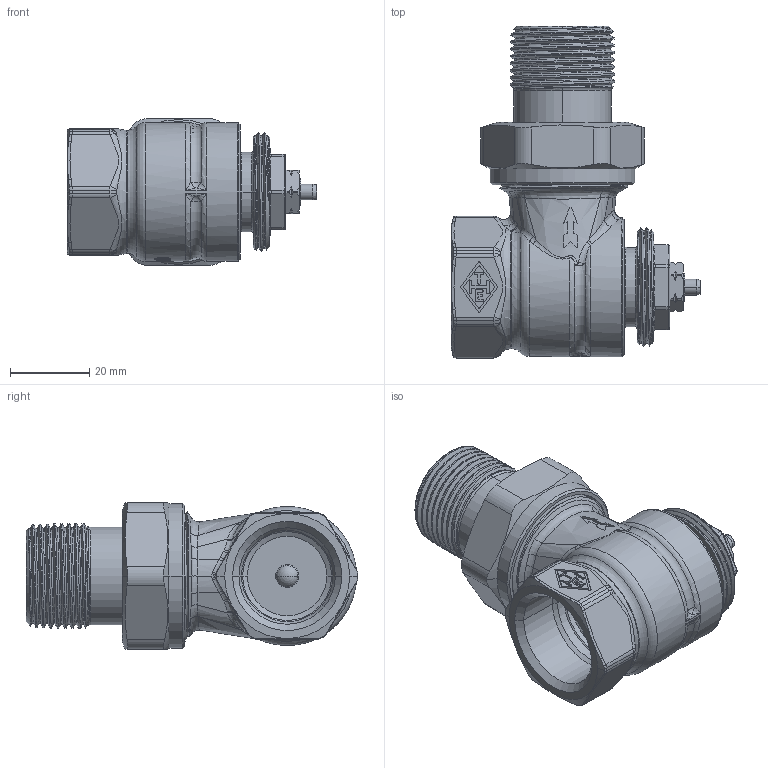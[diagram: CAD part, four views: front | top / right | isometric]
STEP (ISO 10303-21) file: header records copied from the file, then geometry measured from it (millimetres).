
FILE_DESCRIPTION((''),'2;1');
FILE_NAME('2241-13-000-GEWINDE-Z_SW0001','2016-06-01T',('marann'),(''),'PRO/ENGINEER BY PARAMETRIC TECHNOLOGY CORPORATION, 2011490','PRO/ENGINEER BY PARAMETRIC TECHNOLOGY CORPORATION, 2011490','');
FILE_SCHEMA(('CONFIG_CONTROL_DESIGN'));
Products named in the file (1): 2241-13-000-GEWINDE-Z_SW0001
Bounding box: 62.8 x 83.65 x 37 mm (x, y, z)
Volume: 42056.2 mm3; surface area: 29565.8 mm2
Topology: 2 solids, 4 shells, 811 faces, 2008 edges, 1238 vertices
Faces by surface type: cylinder 221, plane 206, bspline 165, cone 114, torus 75, sphere 30
Entity records: 44044 total; most frequent: CARTESIAN_POINT 26171, ORIENTED_EDGE 4008, DIRECTION 3352, EDGE_CURVE 2004, AXIS2_PLACEMENT_3D 1359, VERTEX_POINT 1238, EDGE_LOOP 856, FACE_OUTER_BOUND 811
